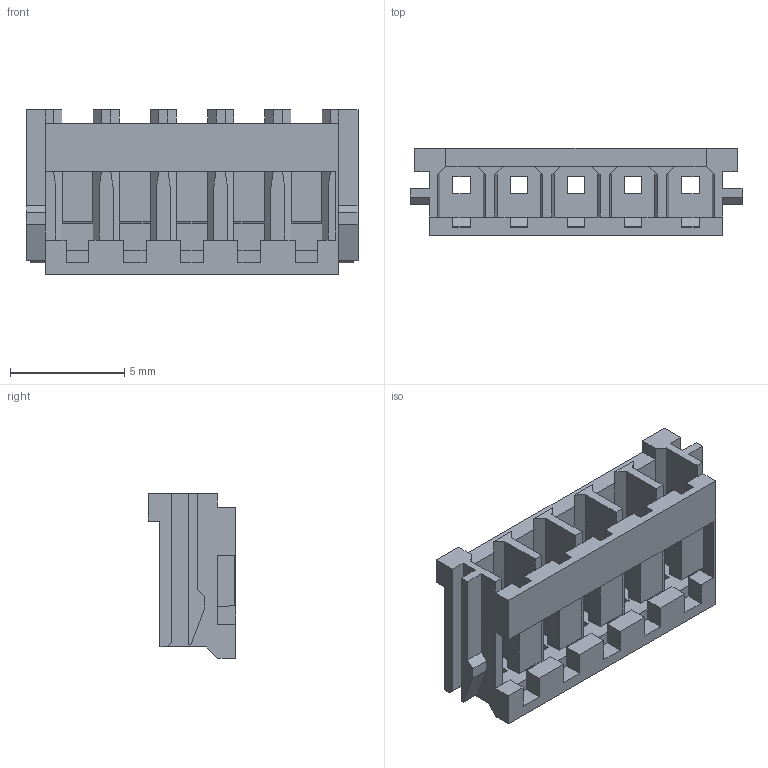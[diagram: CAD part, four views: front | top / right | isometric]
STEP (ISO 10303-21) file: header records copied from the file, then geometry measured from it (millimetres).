
FILE_DESCRIPTION( ( 'Unknown' ), '1' );
FILE_NAME( '688005113322.stp', 'Unknown', ( 'Unknown' ), ( 'Unknown' ), 'PSStep 21.0.46', 'Unknown', ' ' );
FILE_SCHEMA( ( 'AUTOMOTIVE_DESIGN { 1 0 10303 214 1 1 1 1 }' ) );
Length unit declared in the file: millimetre
Products named in the file (2): Assem1; 688005113322
Assembly tree (1 placements, depth 2):
  Assem1
    688005113322
Bounding box: 14.5 x 3.8 x 7.2 mm (x, y, z)
Volume: 129.6 mm3; surface area: 638 mm2
Topology: 1 solids, 1 shells, 255 faces, 699 edges, 436 vertices
Faces by surface type: plane 255
Entity records: 9911 total; most frequent: ORIENTED_EDGE 1398, CARTESIAN_POINT 1392, DIRECTION 1213, EDGE_CURVE 699, LINE 699, VECTOR 699, VERTEX_POINT 436, EDGE_LOOP 265
